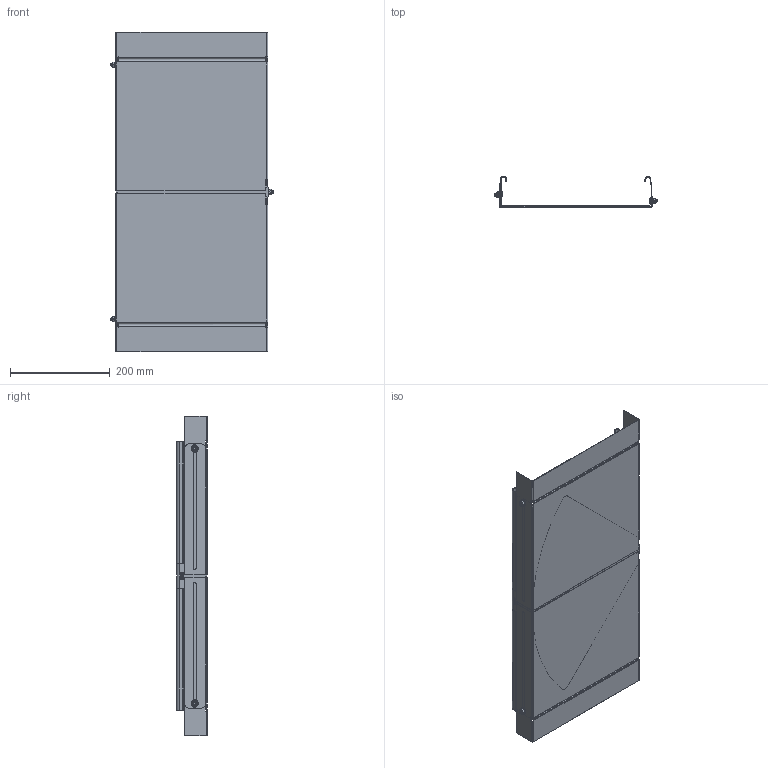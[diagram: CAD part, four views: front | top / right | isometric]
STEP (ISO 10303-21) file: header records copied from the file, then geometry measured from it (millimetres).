
FILE_DESCRIPTION(/* description */ (''),/* implementation_level */ '2;1');
FILE_NAME(/* name */ '6040506',/* time_stamp */ '2014-10-22T09:54:35+02:00',/* author */ (''),/* organization */ (''),/* preprocessor_version */ 'ST-DEVELOPER v15',/* originating_system */ '',/* authorisation */ '');
FILE_SCHEMA (('AUTOMOTIVE_DESIGN'));
Length unit declared in the file: millimetre
Products named in the file (2): Document; Block 02
Assembly tree (1 placements, depth 2):
  Document
    Block 02
Bounding box: 325 x 61.74 x 640 mm (x, y, z)
Volume: 480453.2 mm3; surface area: 786373.4 mm2
Topology: 5 solids, 8 shells, 551 faces, 1426 edges, 868 vertices
Faces by surface type: bspline 280, plane 271
Entity records: 20012 total; most frequent: CARTESIAN_POINT 11538, ORIENTED_EDGE 2792, EDGE_CURVE 1420, VERTEX_POINT 868, B_SPLINE_CURVE_WITH_KNOTS 735, EDGE_LOOP 610, ADVANCED_FACE 551, FACE_OUTER_BOUND 551
